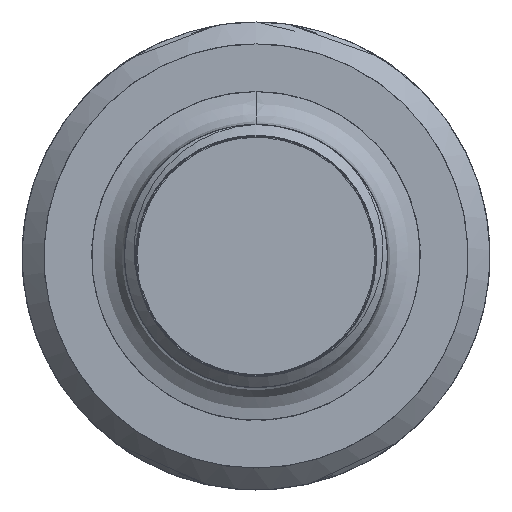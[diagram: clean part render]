
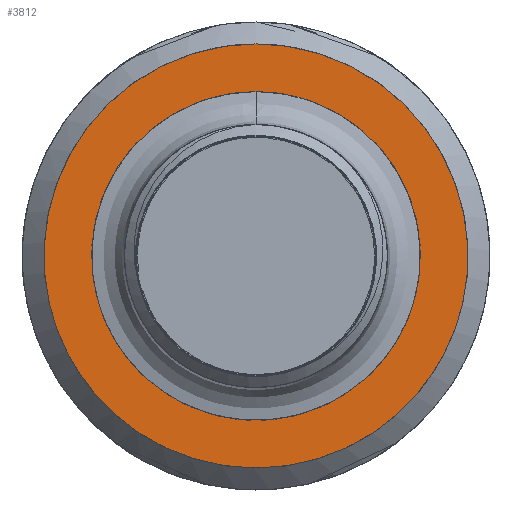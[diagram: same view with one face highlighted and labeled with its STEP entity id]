
A CAD part, left-side view. The second image highlights one B-rep face of the part: STEP entity #3812.
In plain terms, the highlighted free-form (B-spline) face has degree [1, 1] with [2, 2] control points.
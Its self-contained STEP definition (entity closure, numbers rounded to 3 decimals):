
#3812 = ADVANCED_FACE('',(#3813,#3827),#3841,.T.);
#3813 = FACE_BOUND('',#3814,.T.);
#3814 = EDGE_LOOP('',(#3815));
#3815 = ORIENTED_EDGE('',*,*,#3816,.T.);
#3816 = EDGE_CURVE('',#3817,#3817,#3819,.T.);
#3817 = VERTEX_POINT('',#3818);
#3818 = CARTESIAN_POINT('',(-893.84,0.,24.343));
#3819 = ( BOUNDED_CURVE() B_SPLINE_CURVE(2,(#3820,#3821,#3822,#3823,
#3824,#3825,#3826),.UNSPECIFIED.,.T.,.F.) B_SPLINE_CURVE_WITH_KNOTS((1,2
    ,2,2,2,1),(-2.094,0.,2.094,4.189,
6.283,8.378),.UNSPECIFIED.) CURVE() 
GEOMETRIC_REPRESENTATION_ITEM() RATIONAL_B_SPLINE_CURVE((1.,0.5,1.,0.5,
1.,0.5,1.)) REPRESENTATION_ITEM('') );
#3820 = CARTESIAN_POINT('',(-893.84,0.,24.343));
#3821 = CARTESIAN_POINT('',(-893.84,42.164,
    24.343));
#3822 = CARTESIAN_POINT('',(-893.84,21.082,
    -12.172));
#3823 = CARTESIAN_POINT('',(-893.84,0.,
    -48.686));
#3824 = CARTESIAN_POINT('',(-893.84,-21.082,
    -12.172));
#3825 = CARTESIAN_POINT('',(-893.84,-42.164,
    24.343));
#3826 = CARTESIAN_POINT('',(-893.84,0.,24.343));
#3827 = FACE_BOUND('',#3828,.T.);
#3828 = EDGE_LOOP('',(#3829));
#3829 = ORIENTED_EDGE('',*,*,#3830,.T.);
#3830 = EDGE_CURVE('',#3831,#3831,#3833,.T.);
#3831 = VERTEX_POINT('',#3832);
#3832 = CARTESIAN_POINT('',(-893.84,0.,18.871));
#3833 = ( BOUNDED_CURVE() B_SPLINE_CURVE(2,(#3834,#3835,#3836,#3837,
#3838,#3839,#3840),.UNSPECIFIED.,.T.,.F.) B_SPLINE_CURVE_WITH_KNOTS((1,2
    ,2,2,2,1),(-2.094,0.,2.094,4.189,
6.283,8.378),.UNSPECIFIED.) CURVE() 
GEOMETRIC_REPRESENTATION_ITEM() RATIONAL_B_SPLINE_CURVE((1.,0.5,1.,0.5,
1.,0.5,1.)) REPRESENTATION_ITEM('') );
#3834 = CARTESIAN_POINT('',(-893.84,0.,18.871));
#3835 = CARTESIAN_POINT('',(-893.84,-32.685,
    18.871));
#3836 = CARTESIAN_POINT('',(-893.84,-16.342,
    -9.435));
#3837 = CARTESIAN_POINT('',(-893.84,0.,
    -37.741));
#3838 = CARTESIAN_POINT('',(-893.84,16.342,
    -9.435));
#3839 = CARTESIAN_POINT('',(-893.84,32.685,
    18.871));
#3840 = CARTESIAN_POINT('',(-893.84,0.,18.871));
#3841 = B_SPLINE_SURFACE_WITH_KNOTS('',1,1,(
    (#3842,#3843)
    ,(#3844,#3845
    )),.UNSPECIFIED.,.F.,.F.,.F.,(2,2),(2,2),(0.222,39.164),(
    0.167,38.997),.PIECEWISE_BEZIER_KNOTS.);
#3842 = CARTESIAN_POINT('',(-893.84,24.425,
    24.356));
#3843 = CARTESIAN_POINT('',(-893.84,-24.425,
    24.356));
#3844 = CARTESIAN_POINT('',(-893.84,24.425,
    -24.635));
#3845 = CARTESIAN_POINT('',(-893.84,-24.425,
    -24.635));
